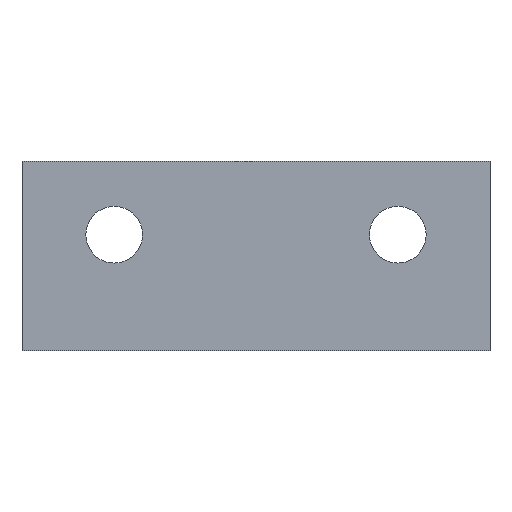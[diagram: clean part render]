
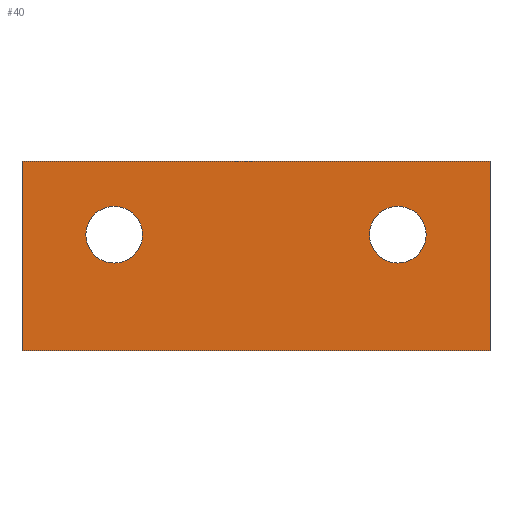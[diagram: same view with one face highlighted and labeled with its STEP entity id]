
A CAD part, front view. The second image highlights one B-rep face of the part: STEP entity #40.
In plain terms, the highlighted planar face has unit normal (0, -1, 0).
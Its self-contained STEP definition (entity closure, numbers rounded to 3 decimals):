
#40 = ADVANCED_FACE( '', ( #80, #81, #82 ), #83, .T. );
#80 = FACE_BOUND( '', #117, .T. );
#81 = FACE_BOUND( '', #118, .T. );
#82 = FACE_OUTER_BOUND( '', #119, .T. );
#83 = PLANE( '', #120 );
#117 = EDGE_LOOP( '', ( #165 ) );
#118 = EDGE_LOOP( '', ( #166 ) );
#119 = EDGE_LOOP( '', ( #167, #168, #169, #170 ) );
#120 = AXIS2_PLACEMENT_3D( '', #171, #172, #173 );
#165 = ORIENTED_EDGE( '', *, *, #204, .F. );
#166 = ORIENTED_EDGE( '', *, *, #213, .F. );
#167 = ORIENTED_EDGE( '', *, *, #214, .T. );
#168 = ORIENTED_EDGE( '', *, *, #207, .T. );
#169 = ORIENTED_EDGE( '', *, *, #211, .T. );
#170 = ORIENTED_EDGE( '', *, *, #215, .T. );
#171 = CARTESIAN_POINT( '', ( -24.75, -2.5, 0. ) );
#172 = DIRECTION( '', ( 0., -1., 0. ) );
#173 = DIRECTION( '', ( 0., 0., -1. ) );
#204 = EDGE_CURVE( '', #234, #234, #235, .T. );
#207 = EDGE_CURVE( '', #239, #237, #240, .T. );
#211 = EDGE_CURVE( '', #237, #243, #245, .T. );
#213 = EDGE_CURVE( '', #247, #247, #248, .T. );
#214 = EDGE_CURVE( '', #249, #239, #250, .T. );
#215 = EDGE_CURVE( '', #243, #249, #251, .T. );
#234 = VERTEX_POINT( '', #274 );
#235 = CIRCLE( '', #275, 3. );
#237 = VERTEX_POINT( '', #277 );
#239 = VERTEX_POINT( '', #280 );
#240 = LINE( '', #281, #282 );
#243 = VERTEX_POINT( '', #286 );
#245 = LINE( '', #289, #290 );
#247 = VERTEX_POINT( '', #292 );
#248 = CIRCLE( '', #293, 3. );
#249 = VERTEX_POINT( '', #294 );
#250 = LINE( '', #295, #296 );
#251 = LINE( '', #297, #298 );
#274 = CARTESIAN_POINT( '', ( -12., -2.5, 12.25 ) );
#275 = AXIS2_PLACEMENT_3D( '', #314, #315, #316 );
#277 = CARTESIAN_POINT( '', ( 24.75, -2.5, 0. ) );
#280 = CARTESIAN_POINT( '', ( -24.75, -2.5, 0. ) );
#281 = CARTESIAN_POINT( '', ( -24.75, -2.5, 0. ) );
#282 = VECTOR( '', #318, 1000. );
#286 = CARTESIAN_POINT( '', ( 24.75, -2.5, 20. ) );
#289 = CARTESIAN_POINT( '', ( 24.75, -2.5, 0. ) );
#290 = VECTOR( '', #321, 1000. );
#292 = CARTESIAN_POINT( '', ( 18., -2.5, 12.25 ) );
#293 = AXIS2_PLACEMENT_3D( '', #322, #323, #324 );
#294 = CARTESIAN_POINT( '', ( -24.75, -2.5, 20. ) );
#295 = CARTESIAN_POINT( '', ( -24.75, -2.5, 20. ) );
#296 = VECTOR( '', #325, 1000. );
#297 = CARTESIAN_POINT( '', ( 24.75, -2.5, 20. ) );
#298 = VECTOR( '', #326, 1000. );
#314 = CARTESIAN_POINT( '', ( -15., -2.5, 12.25 ) );
#315 = DIRECTION( '', ( 0., -1., 0. ) );
#316 = DIRECTION( '', ( 1., 0., 0. ) );
#318 = DIRECTION( '', ( 1., 0., 0. ) );
#321 = DIRECTION( '', ( 0., 0., 1. ) );
#322 = CARTESIAN_POINT( '', ( 15., -2.5, 12.25 ) );
#323 = DIRECTION( '', ( 0., -1., 0. ) );
#324 = DIRECTION( '', ( 1., 0., 0. ) );
#325 = DIRECTION( '', ( 0., 0., -1. ) );
#326 = DIRECTION( '', ( -1., 0., 0. ) );
